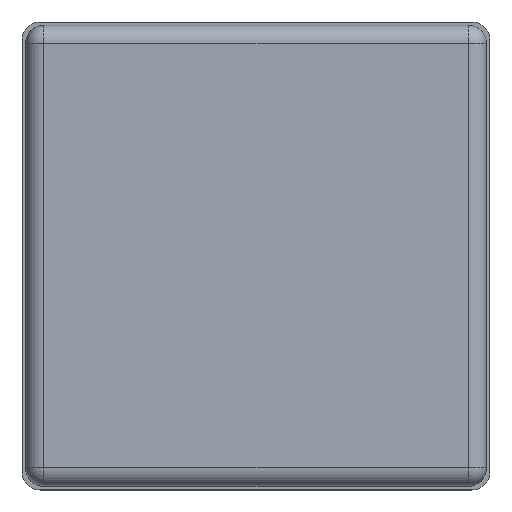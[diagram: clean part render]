
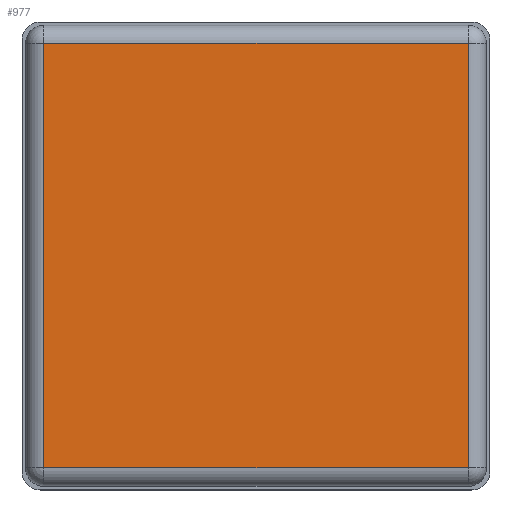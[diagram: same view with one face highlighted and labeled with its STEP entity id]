
A CAD part, top view. The second image highlights one B-rep face of the part: STEP entity #977.
In plain terms, the highlighted planar face has unit normal (0, 0, 1).
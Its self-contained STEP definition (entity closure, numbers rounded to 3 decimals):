
#806 = VERTEX_POINT('',#807);
#807 = CARTESIAN_POINT('',(2.,2.,21.));
#817 = CYLINDRICAL_SURFACE('',#818,2.);
#818 = AXIS2_PLACEMENT_3D('',#819,#820,#821);
#819 = CARTESIAN_POINT('',(0.,2.,19.));
#820 = DIRECTION('',(1.,0.,0.));
#821 = DIRECTION('',(0.,-1.,0.));
#839 = EDGE_CURVE('',#806,#840,#842,.T.);
#840 = VERTEX_POINT('',#841);
#841 = CARTESIAN_POINT('',(48.8,2.,21.));
#842 = SURFACE_CURVE('',#843,(#847,#854),.PCURVE_S1.);
#843 = LINE('',#844,#845);
#844 = CARTESIAN_POINT('',(0.,2.,21.));
#845 = VECTOR('',#846,1.);
#846 = DIRECTION('',(1.,0.,0.));
#847 = PCURVE('',#817,#848);
#848 = DEFINITIONAL_REPRESENTATION('',(#849),#853);
#849 = LINE('',#850,#851);
#850 = CARTESIAN_POINT('',(-1.571,0.));
#851 = VECTOR('',#852,1.);
#852 = DIRECTION('',(0.,1.));
#853 = ( GEOMETRIC_REPRESENTATION_CONTEXT(2) 
PARAMETRIC_REPRESENTATION_CONTEXT() REPRESENTATION_CONTEXT('2D SPACE',''
  ) );
#854 = PCURVE('',#855,#860);
#855 = PLANE('',#856);
#856 = AXIS2_PLACEMENT_3D('',#857,#858,#859);
#857 = CARTESIAN_POINT('',(25.4,25.4,21.));
#858 = DIRECTION('',(0.,0.,1.));
#859 = DIRECTION('',(1.,0.,0.));
#860 = DEFINITIONAL_REPRESENTATION('',(#861),#865);
#861 = LINE('',#862,#863);
#862 = CARTESIAN_POINT('',(-25.4,-23.4));
#863 = VECTOR('',#864,1.);
#864 = DIRECTION('',(1.,0.));
#865 = ( GEOMETRIC_REPRESENTATION_CONTEXT(2) 
PARAMETRIC_REPRESENTATION_CONTEXT() REPRESENTATION_CONTEXT('2D SPACE',''
  ) );
#940 = CYLINDRICAL_SURFACE('',#941,2.);
#941 = AXIS2_PLACEMENT_3D('',#942,#943,#944);
#942 = CARTESIAN_POINT('',(2.,50.8,19.));
#943 = DIRECTION('',(0.,-1.,0.));
#944 = DIRECTION('',(-1.,0.,0.));
#977 = ADVANCED_FACE('',(#978),#855,.T.);
#978 = FACE_BOUND('',#979,.T.);
#979 = EDGE_LOOP('',(#980,#981,#1009,#1037));
#980 = ORIENTED_EDGE('',*,*,#839,.T.);
#981 = ORIENTED_EDGE('',*,*,#982,.T.);
#982 = EDGE_CURVE('',#840,#983,#985,.T.);
#983 = VERTEX_POINT('',#984);
#984 = CARTESIAN_POINT('',(48.8,48.8,21.));
#985 = SURFACE_CURVE('',#986,(#990,#997),.PCURVE_S1.);
#986 = LINE('',#987,#988);
#987 = CARTESIAN_POINT('',(48.8,0.,21.));
#988 = VECTOR('',#989,1.);
#989 = DIRECTION('',(0.,1.,0.));
#990 = PCURVE('',#855,#991);
#991 = DEFINITIONAL_REPRESENTATION('',(#992),#996);
#992 = LINE('',#993,#994);
#993 = CARTESIAN_POINT('',(23.4,-25.4));
#994 = VECTOR('',#995,1.);
#995 = DIRECTION('',(0.,1.));
#996 = ( GEOMETRIC_REPRESENTATION_CONTEXT(2) 
PARAMETRIC_REPRESENTATION_CONTEXT() REPRESENTATION_CONTEXT('2D SPACE',''
  ) );
#997 = PCURVE('',#998,#1003);
#998 = CYLINDRICAL_SURFACE('',#999,2.);
#999 = AXIS2_PLACEMENT_3D('',#1000,#1001,#1002);
#1000 = CARTESIAN_POINT('',(48.8,0.,19.));
#1001 = DIRECTION('',(0.,1.,0.));
#1002 = DIRECTION('',(1.,0.,0.));
#1003 = DEFINITIONAL_REPRESENTATION('',(#1004),#1008);
#1004 = LINE('',#1005,#1006);
#1005 = CARTESIAN_POINT('',(-1.571,0.));
#1006 = VECTOR('',#1007,1.);
#1007 = DIRECTION('',(0.,1.));
#1008 = ( GEOMETRIC_REPRESENTATION_CONTEXT(2) 
PARAMETRIC_REPRESENTATION_CONTEXT() REPRESENTATION_CONTEXT('2D SPACE',''
  ) );
#1009 = ORIENTED_EDGE('',*,*,#1010,.T.);
#1010 = EDGE_CURVE('',#983,#1011,#1013,.T.);
#1011 = VERTEX_POINT('',#1012);
#1012 = CARTESIAN_POINT('',(2.,48.8,21.));
#1013 = SURFACE_CURVE('',#1014,(#1018,#1025),.PCURVE_S1.);
#1014 = LINE('',#1015,#1016);
#1015 = CARTESIAN_POINT('',(50.8,48.8,21.));
#1016 = VECTOR('',#1017,1.);
#1017 = DIRECTION('',(-1.,0.,0.));
#1018 = PCURVE('',#855,#1019);
#1019 = DEFINITIONAL_REPRESENTATION('',(#1020),#1024);
#1020 = LINE('',#1021,#1022);
#1021 = CARTESIAN_POINT('',(25.4,23.4));
#1022 = VECTOR('',#1023,1.);
#1023 = DIRECTION('',(-1.,0.));
#1024 = ( GEOMETRIC_REPRESENTATION_CONTEXT(2) 
PARAMETRIC_REPRESENTATION_CONTEXT() REPRESENTATION_CONTEXT('2D SPACE',''
  ) );
#1025 = PCURVE('',#1026,#1031);
#1026 = CYLINDRICAL_SURFACE('',#1027,2.);
#1027 = AXIS2_PLACEMENT_3D('',#1028,#1029,#1030);
#1028 = CARTESIAN_POINT('',(50.8,48.8,19.));
#1029 = DIRECTION('',(-1.,0.,0.));
#1030 = DIRECTION('',(0.,1.,0.));
#1031 = DEFINITIONAL_REPRESENTATION('',(#1032),#1036);
#1032 = LINE('',#1033,#1034);
#1033 = CARTESIAN_POINT('',(-1.571,0.));
#1034 = VECTOR('',#1035,1.);
#1035 = DIRECTION('',(0.,1.));
#1036 = ( GEOMETRIC_REPRESENTATION_CONTEXT(2) 
PARAMETRIC_REPRESENTATION_CONTEXT() REPRESENTATION_CONTEXT('2D SPACE',''
  ) );
#1037 = ORIENTED_EDGE('',*,*,#1038,.T.);
#1038 = EDGE_CURVE('',#1011,#806,#1039,.T.);
#1039 = SURFACE_CURVE('',#1040,(#1044,#1051),.PCURVE_S1.);
#1040 = LINE('',#1041,#1042);
#1041 = CARTESIAN_POINT('',(2.,50.8,21.));
#1042 = VECTOR('',#1043,1.);
#1043 = DIRECTION('',(0.,-1.,0.));
#1044 = PCURVE('',#855,#1045);
#1045 = DEFINITIONAL_REPRESENTATION('',(#1046),#1050);
#1046 = LINE('',#1047,#1048);
#1047 = CARTESIAN_POINT('',(-23.4,25.4));
#1048 = VECTOR('',#1049,1.);
#1049 = DIRECTION('',(0.,-1.));
#1050 = ( GEOMETRIC_REPRESENTATION_CONTEXT(2) 
PARAMETRIC_REPRESENTATION_CONTEXT() REPRESENTATION_CONTEXT('2D SPACE',''
  ) );
#1051 = PCURVE('',#940,#1052);
#1052 = DEFINITIONAL_REPRESENTATION('',(#1053),#1057);
#1053 = LINE('',#1054,#1055);
#1054 = CARTESIAN_POINT('',(-1.571,0.));
#1055 = VECTOR('',#1056,1.);
#1056 = DIRECTION('',(0.,1.));
#1057 = ( GEOMETRIC_REPRESENTATION_CONTEXT(2) 
PARAMETRIC_REPRESENTATION_CONTEXT() REPRESENTATION_CONTEXT('2D SPACE',''
  ) );
